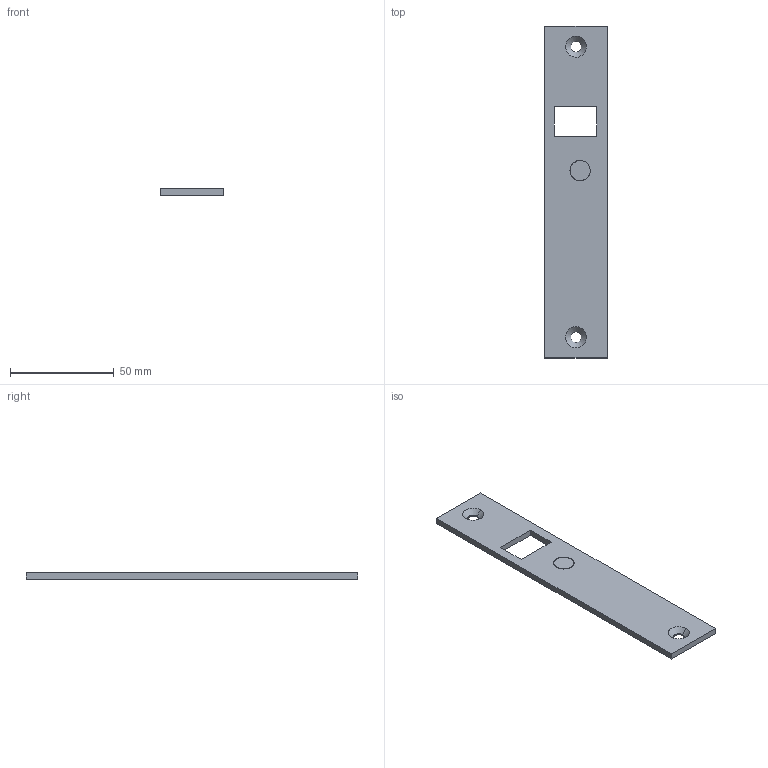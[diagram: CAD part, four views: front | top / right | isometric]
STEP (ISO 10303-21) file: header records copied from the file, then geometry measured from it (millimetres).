
FILE_DESCRIPTION(/* description */ (''),/* implementation_level */ '2;1');
FILE_NAME(/* name */ 'YD30S_Strike',/* time_stamp */ '2025-03-26T20:58:43+13:00',/* author */ (''),/* organization */ (''),/* preprocessor_version */ 'ST-DEVELOPER v15',/* originating_system */ '',/* authorisation */ '');
FILE_SCHEMA (('CONFIG_CONTROL_DESIGN'));
Length unit declared in the file: millimetre
Products named in the file (1): Document
Bounding box: 30 x 160 x 3 mm (x, y, z)
Volume: 13284 mm3; surface area: 10538.1 mm2
Topology: 2 solids, 2 shells, 28 faces, 64 edges, 40 vertices
Faces by surface type: bspline 16, plane 12
Entity records: 1296 total; most frequent: CARTESIAN_POINT 798, ORIENTED_EDGE 128, EDGE_CURVE 64, VERTEX_POINT 40, EDGE_LOOP 36, B_SPLINE_CURVE_WITH_KNOTS 36, ADVANCED_FACE 28, FACE_OUTER_BOUND 28
